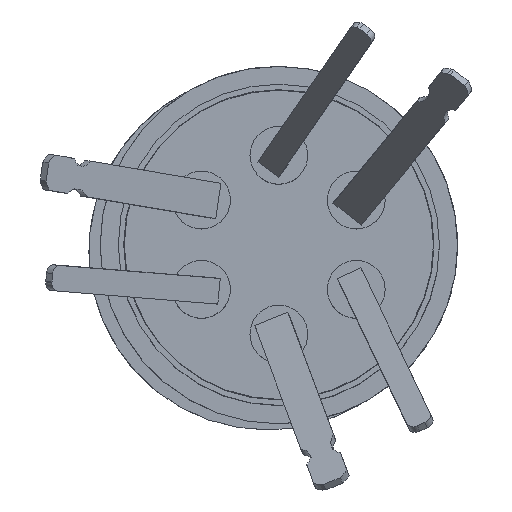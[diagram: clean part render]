
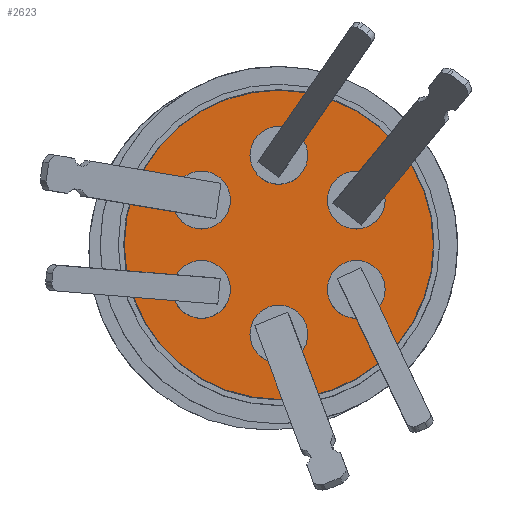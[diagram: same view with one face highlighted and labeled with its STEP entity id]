
A CAD part, top view. The second image highlights one B-rep face of the part: STEP entity #2623.
In plain terms, the highlighted planar face has unit normal (0, 0, 1).
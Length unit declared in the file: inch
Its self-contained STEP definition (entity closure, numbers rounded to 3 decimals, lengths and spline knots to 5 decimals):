
#1511 = CARTESIAN_POINT ( 'NONE',  ( 0.30985, -0.13498, 0.05 ) ) ;
#1512 = DIRECTION ( 'NONE',  ( 0., 0., -1. ) ) ;
#1513 = DIRECTION ( 'NONE',  ( 0., 1., 0. ) ) ;
#1515 = CARTESIAN_POINT ( 'NONE',  ( 0.03921, 0.33377, 0.05 ) ) ;
#1516 = DIRECTION ( 'NONE',  ( 0., 0., -1. ) ) ;
#1517 = DIRECTION ( 'NONE',  ( 0., 1., 0. ) ) ;
#1535 = CARTESIAN_POINT ( 'NONE',  ( 0.03921, -0.29123, 0.05 ) ) ;
#1536 = DIRECTION ( 'NONE',  ( 0., 0., -1. ) ) ;
#1537 = DIRECTION ( 'NONE',  ( 0., 1., 0. ) ) ;
#1605 = CARTESIAN_POINT ( 'NONE',  ( 0.30985, 0.17752, 0.05 ) ) ;
#1606 = DIRECTION ( 'NONE',  ( 0., 0., -1. ) ) ;
#1607 = DIRECTION ( 'NONE',  ( -1., 0., 0. ) ) ;
#2623 = ADVANCED_FACE ( 'NONE', ( #3746, #3748, #3750, #3752, #3745, #3747, #3749 ), #3754, .T. ) ;
#3745 = FACE_BOUND ( 'NONE', #10790, .T. ) ;
#3746 = FACE_BOUND ( 'NONE', #10793, .T. ) ;
#3747 = FACE_BOUND ( 'NONE', #10797, .T. ) ;
#3748 = FACE_BOUND ( 'NONE', #10806, .T. ) ;
#3749 = FACE_BOUND ( 'NONE', #10829, .T. ) ;
#3750 = FACE_BOUND ( 'NONE', #10822, .T. ) ;
#3752 = FACE_OUTER_BOUND ( 'NONE', #10841, .T. ) ;
#3753 = CARTESIAN_POINT ( 'NONE',  ( 0.03921, 0.02127, 0.05 ) ) ;
#3754 = PLANE ( 'NONE',  #4877 ) ;
#3755 = DIRECTION ( 'NONE',  ( 0., 0., 1. ) ) ;
#3756 = DIRECTION ( 'NONE',  ( 1., 0., 0. ) ) ;
#4877 = AXIS2_PLACEMENT_3D ( 'NONE', #3753, #3755, #3756 ) ;
#7803 = CARTESIAN_POINT ( 'NONE',  ( -0.23142, -0.03398, 0.05 ) ) ;
#7826 = CARTESIAN_POINT ( 'NONE',  ( 0.30985, -0.23598, 0.05 ) ) ;
#7844 = CARTESIAN_POINT ( 'NONE',  ( -0.23142, 0.27852, 0.05 ) ) ;
#7944 = CARTESIAN_POINT ( 'NONE',  ( 0.03921, 0.43477, 0.05 ) ) ;
#7962 = CARTESIAN_POINT ( 'NONE',  ( 0.41085, 0.17752, 0.05 ) ) ;
#7971 = CARTESIAN_POINT ( 'NONE',  ( -0.50129, 0.02127, 0.05 ) ) ;
#7980 = CARTESIAN_POINT ( 'NONE',  ( 0.03921, -0.19023, 0.05 ) ) ;
#7992 = CARTESIAN_POINT ( 'NONE',  ( -0.23142, 0.07652, 0.05 ) ) ;
#8030 = CARTESIAN_POINT ( 'NONE',  ( 0.57971, 0.02127, 0.05 ) ) ;
#8031 = CARTESIAN_POINT ( 'NONE',  ( 0.03921, 0.23277, 0.05 ) ) ;
#8043 = CARTESIAN_POINT ( 'NONE',  ( 0.20885, 0.17752, 0.05 ) ) ;
#8045 = CARTESIAN_POINT ( 'NONE',  ( -0.23142, -0.23598, 0.05 ) ) ;
#8062 = CARTESIAN_POINT ( 'NONE',  ( 0.30985, -0.03398, 0.05 ) ) ;
#8098 = CARTESIAN_POINT ( 'NONE',  ( 0.03921, -0.39223, 0.05 ) ) ;
#8306 = CARTESIAN_POINT ( 'NONE',  ( 0.03921, 0.02127, 0.05 ) ) ;
#8307 = DIRECTION ( 'NONE',  ( 0., 0., -1. ) ) ;
#8308 = DIRECTION ( 'NONE',  ( -1., 0., 0. ) ) ;
#9491 = VERTEX_POINT ( 'NONE', #7803 ) ;
#9530 = VERTEX_POINT ( 'NONE', #7826 ) ;
#9570 = VERTEX_POINT ( 'NONE', #7844 ) ;
#9840 = VERTEX_POINT ( 'NONE', #7944 ) ;
#9893 = VERTEX_POINT ( 'NONE', #7962 ) ;
#9913 = VERTEX_POINT ( 'NONE', #7971 ) ;
#9942 = VERTEX_POINT ( 'NONE', #7980 ) ;
#9968 = VERTEX_POINT ( 'NONE', #7992 ) ;
#10052 = VERTEX_POINT ( 'NONE', #8030 ) ;
#10054 = VERTEX_POINT ( 'NONE', #8031 ) ;
#10079 = VERTEX_POINT ( 'NONE', #8043 ) ;
#10088 = VERTEX_POINT ( 'NONE', #8045 ) ;
#10188 = VERTEX_POINT ( 'NONE', #8062 ) ;
#10326 = VERTEX_POINT ( 'NONE', #8098 ) ;
#10790 = EDGE_LOOP ( 'NONE', ( #11203, #11202 ) ) ;
#10793 = EDGE_LOOP ( 'NONE', ( #11214, #11213 ) ) ;
#10797 = EDGE_LOOP ( 'NONE', ( #11201, #11199 ) ) ;
#10806 = EDGE_LOOP ( 'NONE', ( #11212, #11211 ) ) ;
#10822 = EDGE_LOOP ( 'NONE', ( #11210, #11208 ) ) ;
#10829 = EDGE_LOOP ( 'NONE', ( #11197, #11195 ) ) ;
#10841 = EDGE_LOOP ( 'NONE', ( #11206, #11204 ) ) ;
#11195 = ORIENTED_EDGE ( 'NONE', *, *, #16631, .T. ) ;
#11197 = ORIENTED_EDGE ( 'NONE', *, *, #16389, .T. ) ;
#11199 = ORIENTED_EDGE ( 'NONE', *, *, #16630, .T. ) ;
#11201 = ORIENTED_EDGE ( 'NONE', *, *, #16420, .T. ) ;
#11202 = ORIENTED_EDGE ( 'NONE', *, *, #16629, .T. ) ;
#11203 = ORIENTED_EDGE ( 'NONE', *, *, #16537, .T. ) ;
#11204 = ORIENTED_EDGE ( 'NONE', *, *, #16625, .F. ) ;
#11206 = ORIENTED_EDGE ( 'NONE', *, *, #15992, .F. ) ;
#11208 = ORIENTED_EDGE ( 'NONE', *, *, #16628, .T. ) ;
#11210 = ORIENTED_EDGE ( 'NONE', *, *, #16542, .T. ) ;
#11211 = ORIENTED_EDGE ( 'NONE', *, *, #16627, .T. ) ;
#11212 = ORIENTED_EDGE ( 'NONE', *, *, #16390, .T. ) ;
#11213 = ORIENTED_EDGE ( 'NONE', *, *, #16626, .T. ) ;
#11214 = ORIENTED_EDGE ( 'NONE', *, *, #16397, .T. ) ;
#13251 = CIRCLE ( 'NONE', #13650, 0.101 ) ;
#13283 = AXIS2_PLACEMENT_3D ( 'NONE', #1515, #1516, #1517 ) ;
#13292 = CIRCLE ( 'NONE', #13366, 0.101 ) ;
#13310 = CIRCLE ( 'NONE', #13283, 0.101 ) ;
#13366 = AXIS2_PLACEMENT_3D ( 'NONE', #1535, #1536, #1537 ) ;
#13459 = AXIS2_PLACEMENT_3D ( 'NONE', #1605, #1606, #1607 ) ;
#13555 = AXIS2_PLACEMENT_3D ( 'NONE', #8306, #8307, #8308 ) ;
#13558 = CIRCLE ( 'NONE', #13555, 0.5405 ) ;
#13599 = CIRCLE ( 'NONE', #13459, 0.101 ) ;
#13650 = AXIS2_PLACEMENT_3D ( 'NONE', #1511, #1512, #1513 ) ;
#14383 = AXIS2_PLACEMENT_3D ( 'NONE', #14830, #14831, #14832 ) ;
#14385 = AXIS2_PLACEMENT_3D ( 'NONE', #14827, #14828, #14829 ) ;
#14386 = CIRCLE ( 'NONE', #14383, 0.101 ) ;
#14387 = AXIS2_PLACEMENT_3D ( 'NONE', #14824, #14825, #14826 ) ;
#14388 = CIRCLE ( 'NONE', #14385, 0.101 ) ;
#14389 = AXIS2_PLACEMENT_3D ( 'NONE', #14821, #14822, #14823 ) ;
#14390 = CIRCLE ( 'NONE', #14387, 0.101 ) ;
#14391 = AXIS2_PLACEMENT_3D ( 'NONE', #14818, #14819, #14820 ) ;
#14393 = CIRCLE ( 'NONE', #14389, 0.101 ) ;
#14397 = AXIS2_PLACEMENT_3D ( 'NONE', #14815, #14816, #14817 ) ;
#14399 = CIRCLE ( 'NONE', #14391, 0.101 ) ;
#14400 = AXIS2_PLACEMENT_3D ( 'NONE', #14812, #14813, #14814 ) ;
#14401 = CIRCLE ( 'NONE', #14397, 0.101 ) ;
#14403 = CIRCLE ( 'NONE', #14400, 0.5405 ) ;
#14507 = AXIS2_PLACEMENT_3D ( 'NONE', #15178, #15179, #15180 ) ;
#14511 = CIRCLE ( 'NONE', #14507, 0.101 ) ;
#14513 = AXIS2_PLACEMENT_3D ( 'NONE', #15162, #15163, #15164 ) ;
#14515 = CIRCLE ( 'NONE', #14513, 0.101 ) ;
#14812 = CARTESIAN_POINT ( 'NONE',  ( 0.03921, 0.02127, 0.05 ) ) ;
#14813 = DIRECTION ( 'NONE',  ( 0., 0., -1. ) ) ;
#14814 = DIRECTION ( 'NONE',  ( -1., 0., 0. ) ) ;
#14815 = CARTESIAN_POINT ( 'NONE',  ( 0.03921, -0.29123, 0.05 ) ) ;
#14816 = DIRECTION ( 'NONE',  ( 0., 0., -1. ) ) ;
#14817 = DIRECTION ( 'NONE',  ( 0., 1., 0. ) ) ;
#14818 = CARTESIAN_POINT ( 'NONE',  ( 0.03921, 0.33377, 0.05 ) ) ;
#14819 = DIRECTION ( 'NONE',  ( 0., 0., -1. ) ) ;
#14820 = DIRECTION ( 'NONE',  ( 0., 1., 0. ) ) ;
#14821 = CARTESIAN_POINT ( 'NONE',  ( -0.23142, -0.13498, 0.05 ) ) ;
#14822 = DIRECTION ( 'NONE',  ( 0., 0., -1. ) ) ;
#14823 = DIRECTION ( 'NONE',  ( 0., 1., 0. ) ) ;
#14824 = CARTESIAN_POINT ( 'NONE',  ( -0.23142, 0.17752, 0.05 ) ) ;
#14825 = DIRECTION ( 'NONE',  ( 0., 0., -1. ) ) ;
#14826 = DIRECTION ( 'NONE',  ( 0., 1., 0. ) ) ;
#14827 = CARTESIAN_POINT ( 'NONE',  ( 0.30985, 0.17752, 0.05 ) ) ;
#14828 = DIRECTION ( 'NONE',  ( 0., 0., -1. ) ) ;
#14829 = DIRECTION ( 'NONE',  ( -1., 0., 0. ) ) ;
#14830 = CARTESIAN_POINT ( 'NONE',  ( 0.30985, -0.13498, 0.05 ) ) ;
#14831 = DIRECTION ( 'NONE',  ( 0., 0., -1. ) ) ;
#14832 = DIRECTION ( 'NONE',  ( 0., 1., 0. ) ) ;
#15162 = CARTESIAN_POINT ( 'NONE',  ( -0.23142, 0.17752, 0.05 ) ) ;
#15163 = DIRECTION ( 'NONE',  ( 0., 0., -1. ) ) ;
#15164 = DIRECTION ( 'NONE',  ( 0., 1., 0. ) ) ;
#15178 = CARTESIAN_POINT ( 'NONE',  ( -0.23142, -0.13498, 0.05 ) ) ;
#15179 = DIRECTION ( 'NONE',  ( 0., 0., -1. ) ) ;
#15180 = DIRECTION ( 'NONE',  ( 0., 1., 0. ) ) ;
#15992 = EDGE_CURVE ( 'NONE', #9913, #10052, #13558, .T. ) ;
#16389 = EDGE_CURVE ( 'NONE', #10188, #9530, #13251, .T. ) ;
#16390 = EDGE_CURVE ( 'NONE', #9840, #10054, #13310, .T. ) ;
#16397 = EDGE_CURVE ( 'NONE', #9942, #10326, #13292, .T. ) ;
#16420 = EDGE_CURVE ( 'NONE', #10079, #9893, #13599, .T. ) ;
#16537 = EDGE_CURVE ( 'NONE', #9570, #9968, #14515, .T. ) ;
#16542 = EDGE_CURVE ( 'NONE', #9491, #10088, #14511, .T. ) ;
#16625 = EDGE_CURVE ( 'NONE', #10052, #9913, #14403, .T. ) ;
#16626 = EDGE_CURVE ( 'NONE', #10326, #9942, #14401, .T. ) ;
#16627 = EDGE_CURVE ( 'NONE', #10054, #9840, #14399, .T. ) ;
#16628 = EDGE_CURVE ( 'NONE', #10088, #9491, #14393, .T. ) ;
#16629 = EDGE_CURVE ( 'NONE', #9968, #9570, #14390, .T. ) ;
#16630 = EDGE_CURVE ( 'NONE', #9893, #10079, #14388, .T. ) ;
#16631 = EDGE_CURVE ( 'NONE', #9530, #10188, #14386, .T. ) ;
